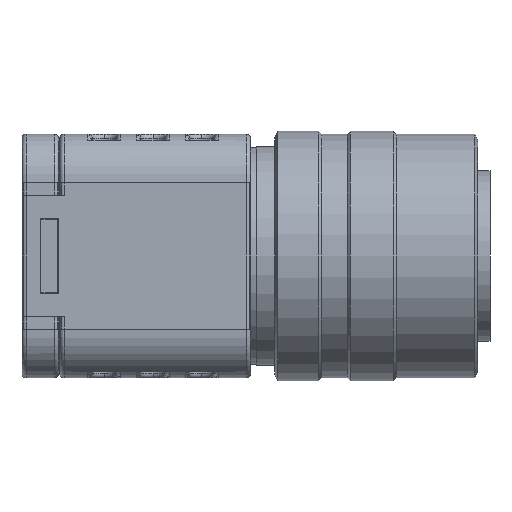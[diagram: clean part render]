
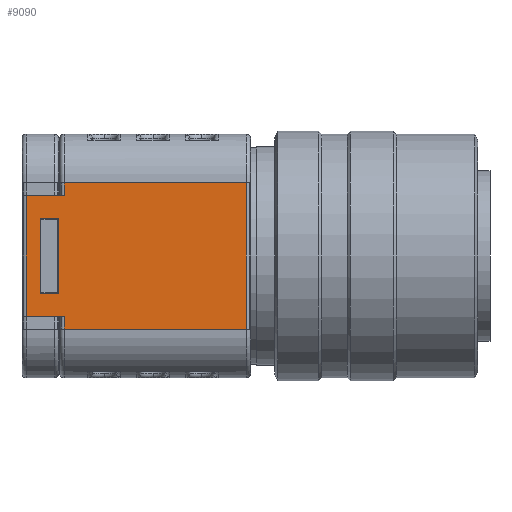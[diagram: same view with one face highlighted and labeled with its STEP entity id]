
A CAD part, left-side view. The second image highlights one B-rep face of the part: STEP entity #9090.
In plain terms, the highlighted planar face has unit normal (-1, 0, 0).
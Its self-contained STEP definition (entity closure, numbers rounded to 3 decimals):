
#1251=CARTESIAN_POINT('',(-10.0,0.35,6.0));
#1252=VERTEX_POINT('',#1251);
#1260=CARTESIAN_POINT('',(-10.0,0.35,-6.0));
#1261=VERTEX_POINT('',#1260);
#1262=CARTESIAN_POINT('',(-10.0,0.35,6.0));
#1263=DIRECTION('',(0.0,0.0,-1.0));
#1264=VECTOR('',#1263,12.0);
#1265=LINE('',#1262,#1264);
#1266=EDGE_CURVE('',#1252,#1261,#1265,.T.);
#2375=CARTESIAN_POINT('',(-10.0,18.4,-4.95));
#2376=VERTEX_POINT('',#2375);
#2384=CARTESIAN_POINT('',(-10.0,18.4,4.95));
#2385=VERTEX_POINT('',#2384);
#2386=CARTESIAN_POINT('',(-10.0,18.4,-4.95));
#2387=DIRECTION('',(0.0,0.0,1.0));
#2388=VECTOR('',#2387,9.9);
#2389=LINE('',#2386,#2388);
#2390=EDGE_CURVE('',#2376,#2385,#2389,.T.);
#5403=CARTESIAN_POINT('',(-10.0,15.3,4.95));
#5404=VERTEX_POINT('',#5403);
#5405=CARTESIAN_POINT('',(-10.0,18.4,4.95));
#5406=DIRECTION('',(0.0,-1.0,0.0));
#5407=VECTOR('',#5406,3.1);
#5408=LINE('',#5405,#5407);
#5409=EDGE_CURVE('',#2385,#5404,#5408,.T.);
#5826=CARTESIAN_POINT('',(-10.0,15.3,6.0));
#5827=VERTEX_POINT('',#5826);
#5835=CARTESIAN_POINT('',(-10.0,0.35,6.0));
#5836=DIRECTION('',(0.0,1.0,0.0));
#5837=VECTOR('',#5836,14.95);
#5838=LINE('',#5835,#5837);
#5839=EDGE_CURVE('',#1252,#5827,#5838,.T.);
#6647=CARTESIAN_POINT('',(-10.0,15.3,-6.0));
#6648=VERTEX_POINT('',#6647);
#6649=CARTESIAN_POINT('',(-10.0,0.35,-6.0));
#6650=DIRECTION('',(0.0,1.0,0.0));
#6651=VECTOR('',#6650,14.95);
#6652=LINE('',#6649,#6651);
#6653=EDGE_CURVE('',#1261,#6648,#6652,.T.);
#7753=CARTESIAN_POINT('',(-10.0,15.3,4.95));
#7754=DIRECTION('',(0.0,0.0,1.0));
#7755=VECTOR('',#7754,1.05);
#7756=LINE('',#7753,#7755);
#7757=EDGE_CURVE('',#5404,#5827,#7756,.T.);
#7770=CARTESIAN_POINT('',(-10.0,15.3,-4.95));
#7771=VERTEX_POINT('',#7770);
#7772=CARTESIAN_POINT('',(-10.0,15.3,-6.0));
#7773=DIRECTION('',(0.0,0.0,1.0));
#7774=VECTOR('',#7773,1.05);
#7775=LINE('',#7772,#7774);
#7776=EDGE_CURVE('',#6648,#7771,#7775,.T.);
#8901=CARTESIAN_POINT('',(-10.0,15.3,-4.95));
#8902=DIRECTION('',(0.0,1.0,0.0));
#8903=VECTOR('',#8902,3.1);
#8904=LINE('',#8901,#8903);
#8905=EDGE_CURVE('',#7771,#2376,#8904,.T.);
#8926=CARTESIAN_POINT('',(-10.0,15.75,3.05));
#8927=VERTEX_POINT('',#8926);
#8934=CARTESIAN_POINT('',(-10.0,17.25,3.05));
#8935=VERTEX_POINT('',#8934);
#8936=CARTESIAN_POINT('',(-10.0,17.25,3.05));
#8937=DIRECTION('',(0.0,-1.0,0.0));
#8938=VECTOR('',#8937,1.5);
#8939=LINE('',#8936,#8938);
#8940=EDGE_CURVE('',#8935,#8927,#8939,.T.);
#8965=CARTESIAN_POINT('',(-10.0,17.25,-3.05));
#8966=VERTEX_POINT('',#8965);
#8967=CARTESIAN_POINT('',(-10.0,17.25,-3.05));
#8968=DIRECTION('',(0.0,0.0,1.0));
#8969=VECTOR('',#8968,6.1);
#8970=LINE('',#8967,#8969);
#8971=EDGE_CURVE('',#8966,#8935,#8970,.T.);
#8996=CARTESIAN_POINT('',(-10.0,15.75,-3.05));
#8997=VERTEX_POINT('',#8996);
#8998=CARTESIAN_POINT('',(-10.0,15.75,-3.05));
#8999=DIRECTION('',(0.0,1.0,0.0));
#9000=VECTOR('',#8999,1.5);
#9001=LINE('',#8998,#9000);
#9002=EDGE_CURVE('',#8997,#8966,#9001,.T.);
#9064=CARTESIAN_POINT('',(-10.0,0.0,6.0));
#9065=DIRECTION('',(-1.0,0.0,0.0));
#9066=DIRECTION('',(0.0,0.0,1.0));
#9067=AXIS2_PLACEMENT_3D('',#9064,#9065,#9066);
#9068=PLANE('',#9067);
#9069=ORIENTED_EDGE('',*,*,#2390,.F.);
#9070=ORIENTED_EDGE('',*,*,#8905,.F.);
#9071=ORIENTED_EDGE('',*,*,#7776,.F.);
#9072=ORIENTED_EDGE('',*,*,#6653,.F.);
#9073=ORIENTED_EDGE('',*,*,#1266,.F.);
#9074=ORIENTED_EDGE('',*,*,#5839,.T.);
#9075=ORIENTED_EDGE('',*,*,#7757,.F.);
#9076=ORIENTED_EDGE('',*,*,#5409,.F.);
#9077=EDGE_LOOP('',(#9069,#9070,#9071,#9072,#9073,#9074,#9075,#9076));
#9078=FACE_OUTER_BOUND('',#9077,.T.);
#9079=CARTESIAN_POINT('',(-10.0,15.75,3.05));
#9080=DIRECTION('',(0.0,0.0,-1.0));
#9081=VECTOR('',#9080,6.1);
#9082=LINE('',#9079,#9081);
#9083=EDGE_CURVE('',#8927,#8997,#9082,.T.);
#9084=ORIENTED_EDGE('',*,*,#9083,.T.);
#9085=ORIENTED_EDGE('',*,*,#9002,.T.);
#9086=ORIENTED_EDGE('',*,*,#8971,.T.);
#9087=ORIENTED_EDGE('',*,*,#8940,.T.);
#9088=EDGE_LOOP('',(#9084,#9085,#9086,#9087));
#9089=FACE_BOUND('',#9088,.T.);
#9090=ADVANCED_FACE('',(#9078,#9089),#9068,.T.);
